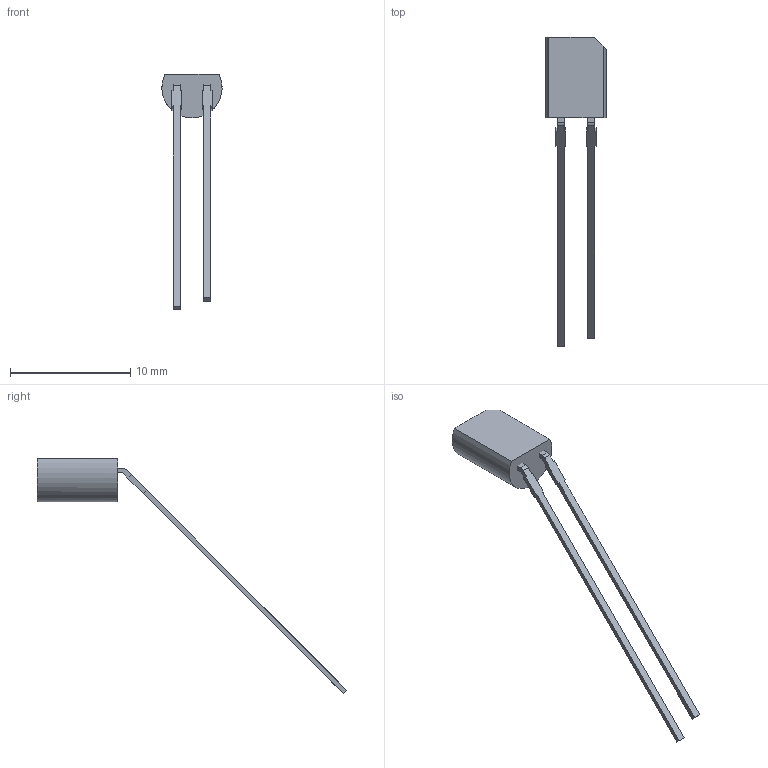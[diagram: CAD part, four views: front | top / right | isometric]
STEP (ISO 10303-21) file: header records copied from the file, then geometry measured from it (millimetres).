
FILE_DESCRIPTION(/* description */ (''),/* implementation_level */ '2;1');
FILE_NAME(/* name */ 'SFH206K v4.step',/* time_stamp */ '2024-09-01T02:55:15+03:00',/* author */ (''),/* organization */ (''),/* preprocessor_version */ 'ST-DEVELOPER v20',/* originating_system */ 'Autodesk Translation Framework v13.14.0.145',/* authorisation */ '');
FILE_SCHEMA (('AUTOMOTIVE_DESIGN { 1 0 10303 214 3 1 1 }'));
Length unit declared in the file: millimetre
Products named in the file (1): SFH206K
Bounding box: 5 x 25.7 x 19.51 mm (x, y, z)
Volume: 121.2 mm3; surface area: 301.7 mm2
Topology: 5 solids, 5 shells, 60 faces, 150 edges, 100 vertices
Faces by surface type: plane 54, cylinder 5, bspline 1
Entity records: 1925 total; most frequent: CARTESIAN_POINT 417, ORIENTED_EDGE 300, DIRECTION 282, EDGE_CURVE 150, LINE 136, VECTOR 136, VERTEX_POINT 100, AXIS2_PLACEMENT_3D 73
